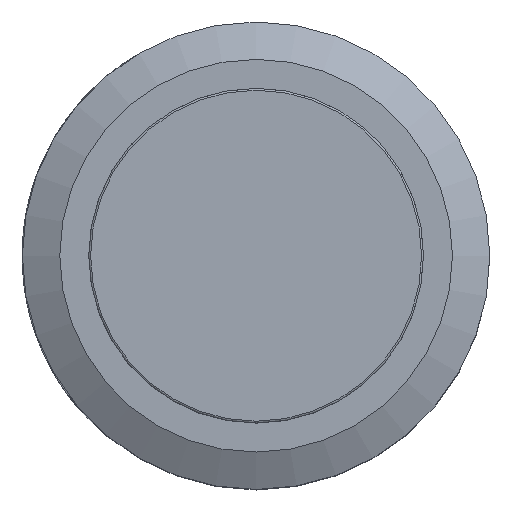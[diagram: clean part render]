
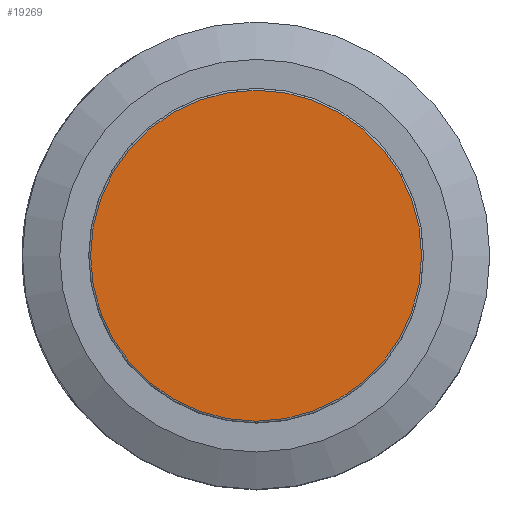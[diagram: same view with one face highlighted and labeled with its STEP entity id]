
A CAD part, top view. The second image highlights one B-rep face of the part: STEP entity #19269.
In plain terms, the highlighted planar face has unit normal (0, 0, 1).
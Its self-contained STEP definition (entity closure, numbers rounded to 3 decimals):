
#5575=FACE_OUTER_BOUND('',#6647,.T.);
#6647=EDGE_LOOP('',(#17554,#17555));
#7140=CIRCLE('',#20681,8.85);
#7144=CIRCLE('',#20685,8.85);
#9034=VERTEX_POINT('',#37348);
#9035=VERTEX_POINT('',#37349);
#11872=EDGE_CURVE('',#9034,#9035,#7140,.T.);
#11876=EDGE_CURVE('',#9035,#9034,#7144,.T.);
#17554=ORIENTED_EDGE('',*,*,#11872,.F.);
#17555=ORIENTED_EDGE('',*,*,#11876,.F.);
#18272=PLANE('',#20689);
#19269=ADVANCED_FACE('',(#5575),#18272,.T.);
#20681=AXIS2_PLACEMENT_3D('',#37350,#25331,#25332);
#20685=AXIS2_PLACEMENT_3D('',#37356,#25339,#25340);
#20689=AXIS2_PLACEMENT_3D('',#37363,#25348,#25349);
#25331=DIRECTION('center_axis',(0.,0.,
-1.));
#25332=DIRECTION('ref_axis',(1.,0.,0.));
#25339=DIRECTION('center_axis',(0.,0.,
-1.));
#25340=DIRECTION('ref_axis',(1.,0.,0.));
#25348=DIRECTION('center_axis',(0.,0.,
1.));
#25349=DIRECTION('ref_axis',(-1.,0.,0.));
#37348=CARTESIAN_POINT('',(-7.23,-0.125,-8.81));
#37349=CARTESIAN_POINT('',(10.47,-0.125,-8.81));
#37350=CARTESIAN_POINT('Origin',(1.62,-0.125,-8.81));
#37356=CARTESIAN_POINT('Origin',(1.62,-0.125,-8.81));
#37363=CARTESIAN_POINT('Origin',(1.62,-0.125,-8.81));
